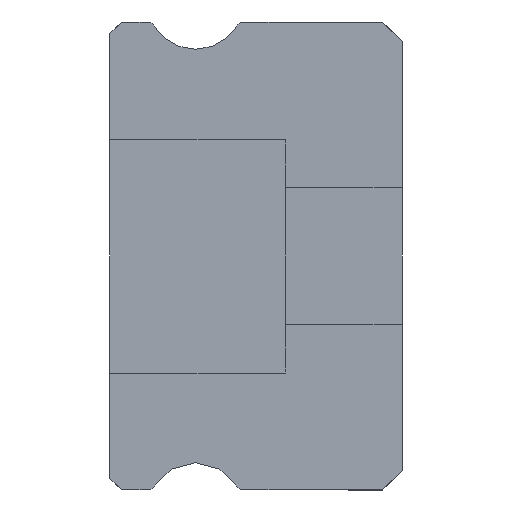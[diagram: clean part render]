
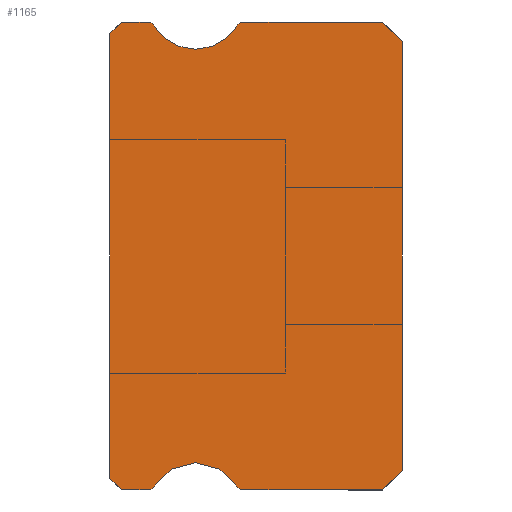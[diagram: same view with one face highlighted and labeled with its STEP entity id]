
A CAD part, left-side view. The second image highlights one B-rep face of the part: STEP entity #1165.
In plain terms, the highlighted planar face has unit normal (-1, 0, 0).
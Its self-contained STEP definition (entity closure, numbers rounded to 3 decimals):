
#99 = VECTOR ( 'NONE', #5625, 1000. ) ;
#140 = CARTESIAN_POINT ( 'NONE',  ( -7.5, 7.5, 5.7 ) ) ;
#351 = VERTEX_POINT ( 'NONE', #140 ) ;
#409 = VERTEX_POINT ( 'NONE', #9812 ) ;
#506 = EDGE_CURVE ( 'NONE', #9286, #8045, #5511, .T. ) ;
#526 = ORIENTED_EDGE ( 'NONE', *, *, #10580, .F. ) ;
#605 = CARTESIAN_POINT ( 'NONE',  ( -7.5, 4.088, 5.85 ) ) ;
#752 = CARTESIAN_POINT ( 'NONE',  ( -7.5, 0., 5.5 ) ) ;
#818 = LINE ( 'NONE', #10064, #12774 ) ;
#876 = PLANE ( 'NONE',  #12215 ) ;
#1084 = CARTESIAN_POINT ( 'NONE',  ( -7.5, 6.512, 5.85 ) ) ;
#1165 = ADVANCED_FACE ( 'NONE', ( #6184 ), #876, .F. ) ;
#1172 = DIRECTION ( 'NONE',  ( 1., 0., 0. ) ) ;
#1336 = LINE ( 'NONE', #3477, #99 ) ;
#1466 = CARTESIAN_POINT ( 'NONE',  ( -7.5, 0., -5.5 ) ) ;
#1527 = CARTESIAN_POINT ( 'NONE',  ( -7.5, 5.3, -6.55 ) ) ;
#1584 = AXIS2_PLACEMENT_3D ( 'NONE', #3972, #11447, #12445 ) ;
#1734 = CARTESIAN_POINT ( 'NONE',  ( -7.5, 6.512, 6. ) ) ;
#1762 = AXIS2_PLACEMENT_3D ( 'NONE', #605, #8843, #11939 ) ;
#1800 = ORIENTED_EDGE ( 'NONE', *, *, #11889, .F. ) ;
#2176 = DIRECTION ( 'NONE',  ( 0., 0.707, -0.707 ) ) ;
#2205 = CIRCLE ( 'NONE', #1762, 0.15 ) ;
#2351 = EDGE_CURVE ( 'NONE', #3039, #8330, #1336, .T. ) ;
#2446 = CIRCLE ( 'NONE', #1584, 0.15 ) ;
#2503 = AXIS2_PLACEMENT_3D ( 'NONE', #7388, #1172, #6339 ) ;
#2597 = LINE ( 'NONE', #11101, #12710 ) ;
#2925 = CARTESIAN_POINT ( 'NONE',  ( -7.5, 5.3, 6.55 ) ) ;
#3039 = VERTEX_POINT ( 'NONE', #1734 ) ;
#3149 = LINE ( 'NONE', #3282, #7994 ) ;
#3282 = CARTESIAN_POINT ( 'NONE',  ( -7.5, 7.5, 5.7 ) ) ;
#3337 = ORIENTED_EDGE ( 'NONE', *, *, #3960, .T. ) ;
#3346 = VECTOR ( 'NONE', #9309, 1000. ) ;
#3421 = AXIS2_PLACEMENT_3D ( 'NONE', #7069, #11286, #4852 ) ;
#3477 = CARTESIAN_POINT ( 'NONE',  ( -7.5, 7.2, 6. ) ) ;
#3513 = VECTOR ( 'NONE', #3624, 1000. ) ;
#3524 = DIRECTION ( 'NONE',  ( 0., 0., -1. ) ) ;
#3539 = AXIS2_PLACEMENT_3D ( 'NONE', #1527, #10855, #3524 ) ;
#3600 = VERTEX_POINT ( 'NONE', #12863 ) ;
#3624 = DIRECTION ( 'NONE',  ( 0., 0.707, -0.707 ) ) ;
#3712 = ORIENTED_EDGE ( 'NONE', *, *, #8085, .F. ) ;
#3732 = VERTEX_POINT ( 'NONE', #1466 ) ;
#3880 = CARTESIAN_POINT ( 'NONE',  ( -7.5, 6.512, -6. ) ) ;
#3960 = EDGE_CURVE ( 'NONE', #10462, #13436, #5015, .T. ) ;
#3971 = DIRECTION ( 'NONE',  ( 0., 0., -1. ) ) ;
#3972 = CARTESIAN_POINT ( 'NONE',  ( -7.5, 6.512, -5.85 ) ) ;
#4056 = EDGE_CURVE ( 'NONE', #8330, #351, #3149, .T. ) ;
#4133 = ORIENTED_EDGE ( 'NONE', *, *, #7060, .T. ) ;
#4259 = CARTESIAN_POINT ( 'NONE',  ( -7.5, 4.217, -5.925 ) ) ;
#4549 = DIRECTION ( 'NONE',  ( 0., -1., 0. ) ) ;
#4595 = CARTESIAN_POINT ( 'NONE',  ( -7.5, 6.383, 5.925 ) ) ;
#4684 = LINE ( 'NONE', #10054, #13146 ) ;
#4721 = CIRCLE ( 'NONE', #2503, 0.15 ) ;
#4787 = EDGE_CURVE ( 'NONE', #8045, #409, #2446, .T. ) ;
#4852 = DIRECTION ( 'NONE',  ( 0., 0., -1. ) ) ;
#4921 = CARTESIAN_POINT ( 'NONE',  ( -7.5, 4.088, -5.85 ) ) ;
#4950 = VECTOR ( 'NONE', #12328, 1000. ) ;
#5015 = LINE ( 'NONE', #9246, #3346 ) ;
#5040 = VECTOR ( 'NONE', #9195, 1000. ) ;
#5087 = CIRCLE ( 'NONE', #10370, 1.25 ) ;
#5398 = AXIS2_PLACEMENT_3D ( 'NONE', #4921, #7978, #7001 ) ;
#5442 = DIRECTION ( 'NONE',  ( 0., -0.707, -0.707 ) ) ;
#5511 = CIRCLE ( 'NONE', #3539, 1.25 ) ;
#5625 = DIRECTION ( 'NONE',  ( 0., 1., 0. ) ) ;
#5811 = VECTOR ( 'NONE', #5442, 1000. ) ;
#5816 = VERTEX_POINT ( 'NONE', #12812 ) ;
#5880 = DIRECTION ( 'NONE',  ( -1., 0., 0. ) ) ;
#6184 = FACE_OUTER_BOUND ( 'NONE', #7181, .T. ) ;
#6272 = CIRCLE ( 'NONE', #3421, 1.25 ) ;
#6281 = ORIENTED_EDGE ( 'NONE', *, *, #10618, .F. ) ;
#6309 = VERTEX_POINT ( 'NONE', #4595 ) ;
#6339 = DIRECTION ( 'NONE',  ( 0., 0., -1. ) ) ;
#6485 = CARTESIAN_POINT ( 'NONE',  ( -7.5, 6.383, -5.925 ) ) ;
#6613 = LINE ( 'NONE', #8703, #5811 ) ;
#6694 = EDGE_CURVE ( 'NONE', #3732, #11167, #10039, .T. ) ;
#6728 = CIRCLE ( 'NONE', #5398, 0.15 ) ;
#6979 = CARTESIAN_POINT ( 'NONE',  ( -7.5, 7.2, 6. ) ) ;
#7001 = DIRECTION ( 'NONE',  ( 0., 0., -1. ) ) ;
#7015 = EDGE_CURVE ( 'NONE', #13436, #409, #818, .T. ) ;
#7060 = EDGE_CURVE ( 'NONE', #3732, #13305, #13190, .T. ) ;
#7069 = CARTESIAN_POINT ( 'NONE',  ( -7.5, 5.3, 6.55 ) ) ;
#7135 = ORIENTED_EDGE ( 'NONE', *, *, #11184, .F. ) ;
#7181 = EDGE_LOOP ( 'NONE', ( #10963, #6281, #3337, #10538, #11408, #8616, #8537, #12574, #8748, #4133, #3712, #526, #13268, #13413, #7135, #1800, #7619 ) ) ;
#7357 = CARTESIAN_POINT ( 'NONE',  ( -7.5, 0.5, 6. ) ) ;
#7388 = CARTESIAN_POINT ( 'NONE',  ( -7.5, 6.512, 5.85 ) ) ;
#7590 = VERTEX_POINT ( 'NONE', #7357 ) ;
#7619 = ORIENTED_EDGE ( 'NONE', *, *, #2351, .T. ) ;
#7978 = DIRECTION ( 'NONE',  ( 1., 0., 0. ) ) ;
#7994 = VECTOR ( 'NONE', #2176, 1000. ) ;
#8045 = VERTEX_POINT ( 'NONE', #6485 ) ;
#8085 = EDGE_CURVE ( 'NONE', #7590, #13305, #6613, .T. ) ;
#8330 = VERTEX_POINT ( 'NONE', #6979 ) ;
#8537 = ORIENTED_EDGE ( 'NONE', *, *, #11092, .F. ) ;
#8616 = ORIENTED_EDGE ( 'NONE', *, *, #506, .F. ) ;
#8703 = CARTESIAN_POINT ( 'NONE',  ( -7.5, 0.5, 6. ) ) ;
#8748 = ORIENTED_EDGE ( 'NONE', *, *, #6694, .F. ) ;
#8749 = CARTESIAN_POINT ( 'NONE',  ( -7.5, 7.2, -6. ) ) ;
#8843 = DIRECTION ( 'NONE',  ( 1., 0., 0. ) ) ;
#9195 = DIRECTION ( 'NONE',  ( 0., 0., 1. ) ) ;
#9225 = DIRECTION ( 'NONE',  ( 0., 0., -1. ) ) ;
#9246 = CARTESIAN_POINT ( 'NONE',  ( -7.5, 7.2, -6. ) ) ;
#9286 = VERTEX_POINT ( 'NONE', #4259 ) ;
#9309 = DIRECTION ( 'NONE',  ( 0., -0.707, -0.707 ) ) ;
#9516 = EDGE_CURVE ( 'NONE', #11349, #3600, #2205, .T. ) ;
#9552 = CARTESIAN_POINT ( 'NONE',  ( -7.5, 4.217, 5.925 ) ) ;
#9812 = CARTESIAN_POINT ( 'NONE',  ( -7.5, 6.512, -6. ) ) ;
#9900 = CARTESIAN_POINT ( 'NONE',  ( -7.5, 0., 5.5 ) ) ;
#9928 = EDGE_CURVE ( 'NONE', #10724, #11349, #5087, .T. ) ;
#10039 = LINE ( 'NONE', #11287, #3513 ) ;
#10054 = CARTESIAN_POINT ( 'NONE',  ( -7.5, 7.5, 5.85 ) ) ;
#10064 = CARTESIAN_POINT ( 'NONE',  ( -7.5, 6.512, -6. ) ) ;
#10370 = AXIS2_PLACEMENT_3D ( 'NONE', #2925, #5880, #9225 ) ;
#10462 = VERTEX_POINT ( 'NONE', #11739 ) ;
#10538 = ORIENTED_EDGE ( 'NONE', *, *, #7015, .T. ) ;
#10580 = EDGE_CURVE ( 'NONE', #3600, #7590, #2597, .T. ) ;
#10618 = EDGE_CURVE ( 'NONE', #10462, #351, #4684, .T. ) ;
#10724 = VERTEX_POINT ( 'NONE', #12564 ) ;
#10855 = DIRECTION ( 'NONE',  ( -1., 0., 0. ) ) ;
#10963 = ORIENTED_EDGE ( 'NONE', *, *, #4056, .T. ) ;
#11092 = EDGE_CURVE ( 'NONE', #5816, #9286, #6728, .T. ) ;
#11101 = CARTESIAN_POINT ( 'NONE',  ( -7.5, 6.512, 6. ) ) ;
#11140 = LINE ( 'NONE', #3880, #4950 ) ;
#11167 = VERTEX_POINT ( 'NONE', #12485 ) ;
#11184 = EDGE_CURVE ( 'NONE', #6309, #10724, #6272, .T. ) ;
#11286 = DIRECTION ( 'NONE',  ( -1., 0., 0. ) ) ;
#11287 = CARTESIAN_POINT ( 'NONE',  ( -7.5, 0., -5.5 ) ) ;
#11349 = VERTEX_POINT ( 'NONE', #9552 ) ;
#11408 = ORIENTED_EDGE ( 'NONE', *, *, #4787, .F. ) ;
#11447 = DIRECTION ( 'NONE',  ( 1., 0., 0. ) ) ;
#11618 = EDGE_CURVE ( 'NONE', #11167, #5816, #11140, .T. ) ;
#11739 = CARTESIAN_POINT ( 'NONE',  ( -7.5, 7.5, -5.7 ) ) ;
#11889 = EDGE_CURVE ( 'NONE', #3039, #6309, #4721, .T. ) ;
#11939 = DIRECTION ( 'NONE',  ( 0., 0., -1. ) ) ;
#12215 = AXIS2_PLACEMENT_3D ( 'NONE', #1084, #12513, #3971 ) ;
#12328 = DIRECTION ( 'NONE',  ( 0., 1., 0. ) ) ;
#12384 = DIRECTION ( 'NONE',  ( 0., -1., 0. ) ) ;
#12445 = DIRECTION ( 'NONE',  ( 0., 0., -1. ) ) ;
#12485 = CARTESIAN_POINT ( 'NONE',  ( -7.5, 0.5, -6. ) ) ;
#12513 = DIRECTION ( 'NONE',  ( 1., 0., 0. ) ) ;
#12564 = CARTESIAN_POINT ( 'NONE',  ( -7.5, 5.3, 5.3 ) ) ;
#12574 = ORIENTED_EDGE ( 'NONE', *, *, #11618, .F. ) ;
#12710 = VECTOR ( 'NONE', #4549, 1000. ) ;
#12774 = VECTOR ( 'NONE', #12384, 1000. ) ;
#12812 = CARTESIAN_POINT ( 'NONE',  ( -7.5, 4.088, -6. ) ) ;
#12863 = CARTESIAN_POINT ( 'NONE',  ( -7.5, 4.088, 6. ) ) ;
#13116 = DIRECTION ( 'NONE',  ( 0., 0., 1. ) ) ;
#13146 = VECTOR ( 'NONE', #13116, 1000. ) ;
#13190 = LINE ( 'NONE', #752, #5040 ) ;
#13268 = ORIENTED_EDGE ( 'NONE', *, *, #9516, .F. ) ;
#13305 = VERTEX_POINT ( 'NONE', #9900 ) ;
#13413 = ORIENTED_EDGE ( 'NONE', *, *, #9928, .F. ) ;
#13436 = VERTEX_POINT ( 'NONE', #8749 ) ;
